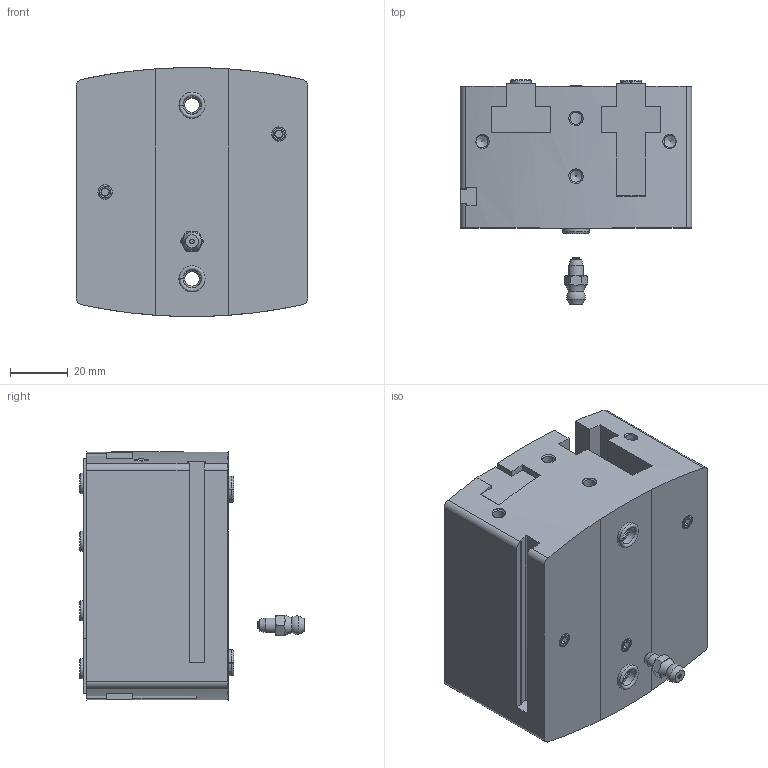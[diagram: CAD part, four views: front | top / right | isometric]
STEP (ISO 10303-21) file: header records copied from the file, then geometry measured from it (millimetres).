
FILE_DESCRIPTION(/* description */ ('STEP AP214'),/* implementation_level */ '2;1');
FILE_NAME(/* name */ '3361483_HGPL-25-20-A-B',/* time_stamp */ '2024-08-22T11:45:54+02:00',/* author */ ('License CC BY-ND 4.0'),/* organization */ ('CADENAS'),/* preprocessor_version */ 'ST-DEVELOPER v19.3',/* originating_system */ 'PARTsolutions',/* authorisation */ ' ');
FILE_SCHEMA (('AUTOMOTIVE_DESIGN {1 0 10303 214 3 1 1}'));
Length unit declared in the file: millimetre
Products named in the file (7): 3361483 HGPL-25-20-A-B---(0); 3393699 HGPL-25-20-A-B---(GEH); 3393722 HGPL-BAC-25-20---(J); 8146544 ZBH-7-B; DIN-913 - M5x4; DIN-71412 A M5x0.8/SW7(F); 8137184 ZBH-9-B
Assembly tree (14 placements, depth 2):
  3361483 HGPL-25-20-A-B---(0)
    3393699 HGPL-25-20-A-B---(GEH)
    3393722 HGPL-BAC-25-20---(J)  x2
    8146544 ZBH-7-B  x4
    DIN-913 - M5x4  x4
    DIN-71412 A M5x0.8/SW7(F)
    8137184 ZBH-9-B  x2
Bounding box: 80 x 77.43 x 85.95 mm (x, y, z)
Volume: 272088 mm3; surface area: 72629 mm2
Topology: 14 solids, 14 shells, 351 faces, 787 edges, 494 vertices
Faces by surface type: plane 164, cylinder 91, cone 78, torus 16, sphere 2
Full cylindrical faces by diameter (mm): 1.25 x1, 1.5 x1, 2.5 x1, 3.1 x2, 4.134 x15, 4.917 x2, 5 x5, 5.1 x2, 7 x6, 9 x6, 10 x2, 25 x1, 27 x4
Entity records: 6837 total; most frequent: CARTESIAN_POINT 1417, DIRECTION 1097, ORIENTED_EDGE 958, EDGE_CURVE 479, AXIS2_PLACEMENT_3D 445, VERTEX_POINT 355, FACE_BOUND 354, EDGE_LOOP 345
